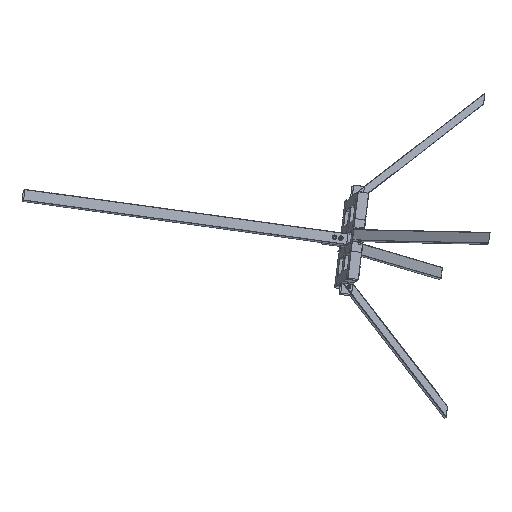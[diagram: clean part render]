
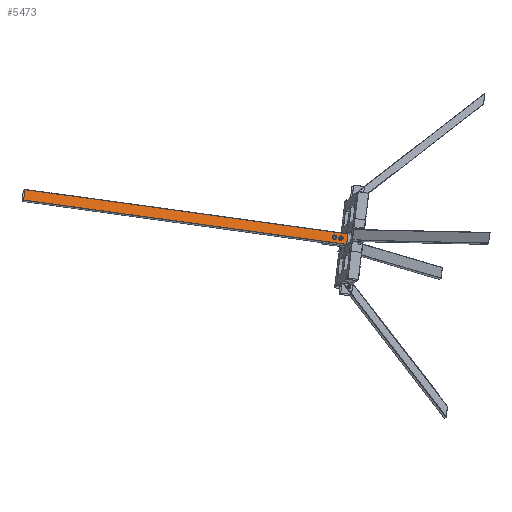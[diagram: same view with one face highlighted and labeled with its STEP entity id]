
A CAD part, top view. The second image highlights one B-rep face of the part: STEP entity #5473.
In plain terms, the highlighted face is planar.
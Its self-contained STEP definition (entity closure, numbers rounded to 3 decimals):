
#318=FACE_BOUND('',#1097,.T.);
#319=FACE_BOUND('',#1098,.T.);
#494=PLANE('',#6052);
#736=FACE_OUTER_BOUND('',#1096,.T.);
#1096=EDGE_LOOP('',(#4791,#4792,#4793,#4794));
#1097=EDGE_LOOP('',(#4795));
#1098=EDGE_LOOP('',(#4796));
#1670=LINE('',#8888,#2204);
#1671=LINE('',#8890,#2205);
#1672=LINE('',#8892,#2206);
#1673=LINE('',#8893,#2207);
#2204=VECTOR('',#7303,10.);
#2205=VECTOR('',#7304,10.);
#2206=VECTOR('',#7305,10.);
#2207=VECTOR('',#7306,10.);
#2351=CIRCLE('',#6040,6.);
#2356=CIRCLE('',#6047,6.);
#2788=VERTEX_POINT('',#8844);
#2793=VERTEX_POINT('',#8858);
#2802=VERTEX_POINT('',#8886);
#2803=VERTEX_POINT('',#8887);
#2804=VERTEX_POINT('',#8889);
#2805=VERTEX_POINT('',#8891);
#3465=EDGE_CURVE('',#2788,#2788,#2351,.T.);
#3472=EDGE_CURVE('',#2793,#2793,#2356,.T.);
#3485=EDGE_CURVE('',#2802,#2803,#1670,.T.);
#3486=EDGE_CURVE('',#2803,#2804,#1671,.T.);
#3487=EDGE_CURVE('',#2805,#2804,#1672,.T.);
#3488=EDGE_CURVE('',#2802,#2805,#1673,.T.);
#4791=ORIENTED_EDGE('',*,*,#3485,.T.);
#4792=ORIENTED_EDGE('',*,*,#3486,.T.);
#4793=ORIENTED_EDGE('',*,*,#3487,.F.);
#4794=ORIENTED_EDGE('',*,*,#3488,.F.);
#4795=ORIENTED_EDGE('',*,*,#3465,.T.);
#4796=ORIENTED_EDGE('',*,*,#3472,.T.);
#5473=ADVANCED_FACE('',(#736,#318,#319),#494,.T.);
#6040=AXIS2_PLACEMENT_3D('',#8846,#7263,#7264);
#6047=AXIS2_PLACEMENT_3D('',#8860,#7279,#7280);
#6052=AXIS2_PLACEMENT_3D('',#8885,#7301,#7302);
#7263=DIRECTION('center_axis',(1.,0.,0.));
#7264=DIRECTION('ref_axis',(0.,0.,-1.));
#7279=DIRECTION('center_axis',(1.,0.,0.));
#7280=DIRECTION('ref_axis',(0.,0.,-1.));
#7301=DIRECTION('center_axis',(-1.,0.,0.));
#7302=DIRECTION('ref_axis',(0.,0.,1.));
#7303=DIRECTION('',(0.,0.,1.));
#7304=DIRECTION('',(0.,1.,0.));
#7305=DIRECTION('',(0.,0.,1.));
#7306=DIRECTION('',(0.,1.,0.));
#8844=CARTESIAN_POINT('',(-25.,30.,6.));
#8846=CARTESIAN_POINT('Origin',(-25.,30.,0.));
#8858=CARTESIAN_POINT('',(-25.,60.,6.));
#8860=CARTESIAN_POINT('Origin',(-25.,60.,0.));
#8885=CARTESIAN_POINT('Origin',(-25.,0.,-25.));
#8886=CARTESIAN_POINT('',(-25.,0.,-25.));
#8887=CARTESIAN_POINT('',(-25.,0.,25.));
#8888=CARTESIAN_POINT('',(-25.,0.,-25.));
#8889=CARTESIAN_POINT('',(-25.,1500.,25.));
#8890=CARTESIAN_POINT('',(-25.,0.,25.));
#8891=CARTESIAN_POINT('',(-25.,1500.,-25.));
#8892=CARTESIAN_POINT('',(-25.,1500.,-25.));
#8893=CARTESIAN_POINT('',(-25.,0.,-25.));
